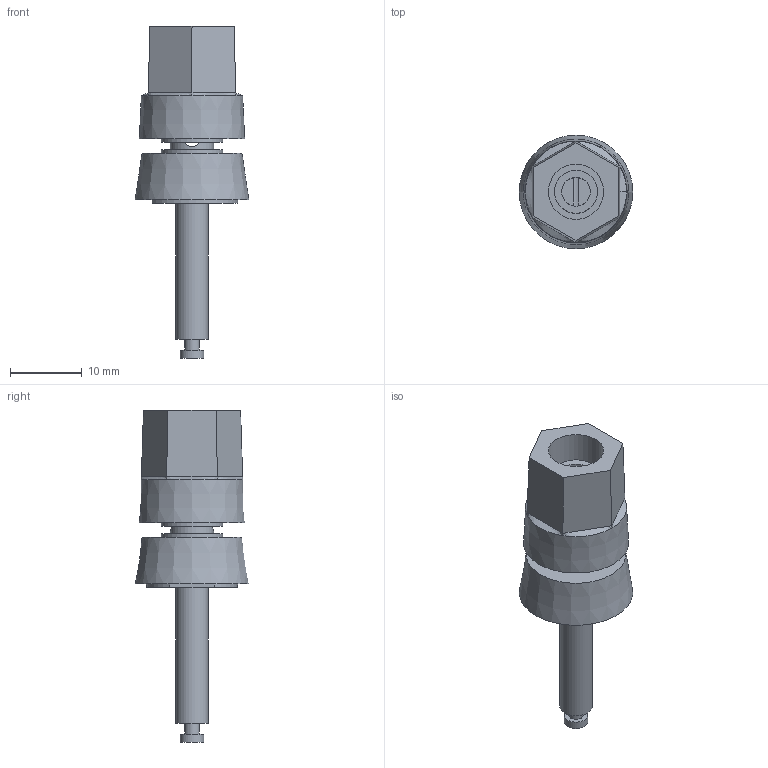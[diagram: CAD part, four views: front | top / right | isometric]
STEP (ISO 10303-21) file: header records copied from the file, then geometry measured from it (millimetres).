
FILE_DESCRIPTION(('FreeCAD Model'),'2;1');
FILE_NAME('Open CASCADE Shape Model','2024-12-29T11:29:25',(''),(''), 'Open CASCADE STEP processor 7.6','FreeCAD','Unknown');
FILE_SCHEMA(('AUTOMOTIVE_DESIGN { 1 0 10303 214 1 1 1 1 }'));
Length unit declared in the file: millimetre
Products named in the file (8): _016; Body001; Part; Body; Body003; Part001; Body004; Body002
Assembly tree (7 placements, depth 3):
  _016
    Body001
    Part
      Body
      Body003
    Part001
      Body004
      Body002
Bounding box: 15.8 x 15.8 x 46.2 mm (x, y, z)
Volume: 3279.5 mm3; surface area: 3585.4 mm2
Topology: 5 solids, 5 shells, 49 faces, 97 edges, 63 vertices
Faces by surface type: plane 19, cylinder 15, bspline 13, cone 2
Full cylindrical faces by diameter (mm): 2 x1, 2.36 x1, 3.33 x1, 4 x1, 4.55 x2, 6 x2, 6.5 x1, 7.7 x1, 8.6 x4
Entity records: 1908 total; most frequent: CARTESIAN_POINT 726, DIRECTION 207, ORIENTED_EDGE 194, EDGE_CURVE 97, AXIS2_PLACEMENT_3D 86, FACE_BOUND 66, EDGE_LOOP 66, VERTEX_POINT 63
